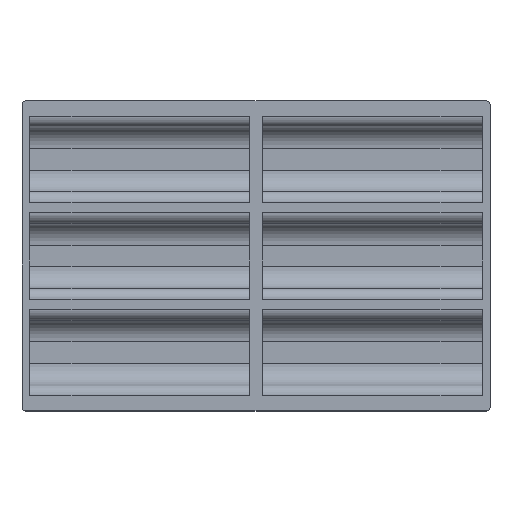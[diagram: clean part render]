
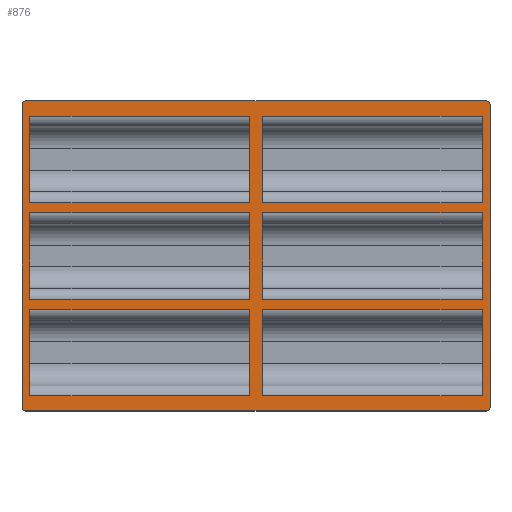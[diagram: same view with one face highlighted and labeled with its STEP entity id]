
A CAD part, top view. The second image highlights one B-rep face of the part: STEP entity #876.
In plain terms, the highlighted planar face has unit normal (0, 0, 1).
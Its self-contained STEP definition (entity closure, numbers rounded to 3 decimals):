
#15=FACE_BOUND('',#99,.T.);
#16=FACE_BOUND('',#100,.T.);
#17=FACE_BOUND('',#101,.T.);
#18=FACE_BOUND('',#102,.T.);
#19=FACE_BOUND('',#103,.T.);
#20=FACE_BOUND('',#104,.T.);
#21=PLANE('',#944);
#46=FACE_OUTER_BOUND('',#98,.T.);
#98=EDGE_LOOP('',(#587,#588,#589,#590,#591,#592,#593,#594));
#99=EDGE_LOOP('',(#595,#596,#597,#598));
#100=EDGE_LOOP('',(#599,#600,#601,#602));
#101=EDGE_LOOP('',(#603,#604,#605,#606));
#102=EDGE_LOOP('',(#607,#608,#609,#610));
#103=EDGE_LOOP('',(#611,#612,#613,#614));
#104=EDGE_LOOP('',(#615,#616,#617,#618));
#156=LINE('',#1352,#232);
#157=LINE('',#1358,#233);
#158=LINE('',#1362,#234);
#159=LINE('',#1366,#235);
#160=LINE('',#1369,#236);
#161=LINE('',#1371,#237);
#162=LINE('',#1373,#238);
#163=LINE('',#1374,#239);
#164=LINE('',#1377,#240);
#165=LINE('',#1379,#241);
#166=LINE('',#1381,#242);
#167=LINE('',#1382,#243);
#168=LINE('',#1385,#244);
#169=LINE('',#1387,#245);
#170=LINE('',#1389,#246);
#171=LINE('',#1390,#247);
#172=LINE('',#1393,#248);
#173=LINE('',#1395,#249);
#174=LINE('',#1397,#250);
#175=LINE('',#1398,#251);
#176=LINE('',#1401,#252);
#177=LINE('',#1403,#253);
#178=LINE('',#1405,#254);
#179=LINE('',#1406,#255);
#180=LINE('',#1409,#256);
#181=LINE('',#1411,#257);
#182=LINE('',#1413,#258);
#183=LINE('',#1414,#259);
#232=VECTOR('',#1058,2.5);
#233=VECTOR('',#1063,10.);
#234=VECTOR('',#1066,10.);
#235=VECTOR('',#1069,10.);
#236=VECTOR('',#1072,10.);
#237=VECTOR('',#1073,10.);
#238=VECTOR('',#1074,10.);
#239=VECTOR('',#1075,2.5);
#240=VECTOR('',#1076,10.);
#241=VECTOR('',#1077,2.5);
#242=VECTOR('',#1078,10.);
#243=VECTOR('',#1079,2.5);
#244=VECTOR('',#1080,10.);
#245=VECTOR('',#1081,2.5);
#246=VECTOR('',#1082,10.);
#247=VECTOR('',#1083,2.5);
#248=VECTOR('',#1084,10.);
#249=VECTOR('',#1085,2.5);
#250=VECTOR('',#1086,10.);
#251=VECTOR('',#1087,2.5);
#252=VECTOR('',#1088,10.);
#253=VECTOR('',#1089,2.5);
#254=VECTOR('',#1090,10.);
#255=VECTOR('',#1091,2.5);
#256=VECTOR('',#1092,10.);
#257=VECTOR('',#1093,2.5);
#258=VECTOR('',#1094,10.);
#259=VECTOR('',#1095,2.5);
#309=CIRCLE('',#945,0.8);
#310=CIRCLE('',#946,0.8);
#311=CIRCLE('',#947,0.8);
#312=CIRCLE('',#948,0.8);
#363=VERTEX_POINT('',#1345);
#366=VERTEX_POINT('',#1350);
#367=VERTEX_POINT('',#1354);
#368=VERTEX_POINT('',#1355);
#369=VERTEX_POINT('',#1357);
#370=VERTEX_POINT('',#1359);
#371=VERTEX_POINT('',#1361);
#372=VERTEX_POINT('',#1363);
#373=VERTEX_POINT('',#1365);
#374=VERTEX_POINT('',#1367);
#375=VERTEX_POINT('',#1370);
#376=VERTEX_POINT('',#1372);
#377=VERTEX_POINT('',#1375);
#378=VERTEX_POINT('',#1376);
#379=VERTEX_POINT('',#1378);
#380=VERTEX_POINT('',#1380);
#381=VERTEX_POINT('',#1383);
#382=VERTEX_POINT('',#1384);
#383=VERTEX_POINT('',#1386);
#384=VERTEX_POINT('',#1388);
#385=VERTEX_POINT('',#1391);
#386=VERTEX_POINT('',#1392);
#387=VERTEX_POINT('',#1394);
#388=VERTEX_POINT('',#1396);
#389=VERTEX_POINT('',#1399);
#390=VERTEX_POINT('',#1400);
#391=VERTEX_POINT('',#1402);
#392=VERTEX_POINT('',#1404);
#393=VERTEX_POINT('',#1407);
#394=VERTEX_POINT('',#1408);
#395=VERTEX_POINT('',#1410);
#396=VERTEX_POINT('',#1412);
#454=EDGE_CURVE('',#366,#363,#156,.T.);
#455=EDGE_CURVE('',#367,#368,#309,.T.);
#456=EDGE_CURVE('',#368,#369,#157,.T.);
#457=EDGE_CURVE('',#369,#370,#310,.T.);
#458=EDGE_CURVE('',#370,#371,#158,.T.);
#459=EDGE_CURVE('',#371,#372,#311,.T.);
#460=EDGE_CURVE('',#372,#373,#159,.T.);
#461=EDGE_CURVE('',#373,#374,#312,.T.);
#462=EDGE_CURVE('',#374,#367,#160,.T.);
#463=EDGE_CURVE('',#363,#375,#161,.T.);
#464=EDGE_CURVE('',#376,#366,#162,.T.);
#465=EDGE_CURVE('',#375,#376,#163,.T.);
#466=EDGE_CURVE('',#377,#378,#164,.T.);
#467=EDGE_CURVE('',#379,#377,#165,.T.);
#468=EDGE_CURVE('',#380,#379,#166,.T.);
#469=EDGE_CURVE('',#378,#380,#167,.T.);
#470=EDGE_CURVE('',#381,#382,#168,.T.);
#471=EDGE_CURVE('',#383,#381,#169,.T.);
#472=EDGE_CURVE('',#384,#383,#170,.T.);
#473=EDGE_CURVE('',#382,#384,#171,.T.);
#474=EDGE_CURVE('',#385,#386,#172,.T.);
#475=EDGE_CURVE('',#387,#385,#173,.T.);
#476=EDGE_CURVE('',#388,#387,#174,.T.);
#477=EDGE_CURVE('',#386,#388,#175,.T.);
#478=EDGE_CURVE('',#389,#390,#176,.T.);
#479=EDGE_CURVE('',#391,#389,#177,.T.);
#480=EDGE_CURVE('',#392,#391,#178,.T.);
#481=EDGE_CURVE('',#390,#392,#179,.T.);
#482=EDGE_CURVE('',#393,#394,#180,.T.);
#483=EDGE_CURVE('',#395,#393,#181,.T.);
#484=EDGE_CURVE('',#396,#395,#182,.T.);
#485=EDGE_CURVE('',#394,#396,#183,.T.);
#587=ORIENTED_EDGE('',*,*,#455,.T.);
#588=ORIENTED_EDGE('',*,*,#456,.T.);
#589=ORIENTED_EDGE('',*,*,#457,.T.);
#590=ORIENTED_EDGE('',*,*,#458,.T.);
#591=ORIENTED_EDGE('',*,*,#459,.T.);
#592=ORIENTED_EDGE('',*,*,#460,.T.);
#593=ORIENTED_EDGE('',*,*,#461,.T.);
#594=ORIENTED_EDGE('',*,*,#462,.T.);
#595=ORIENTED_EDGE('',*,*,#463,.F.);
#596=ORIENTED_EDGE('',*,*,#454,.F.);
#597=ORIENTED_EDGE('',*,*,#464,.F.);
#598=ORIENTED_EDGE('',*,*,#465,.F.);
#599=ORIENTED_EDGE('',*,*,#466,.F.);
#600=ORIENTED_EDGE('',*,*,#467,.F.);
#601=ORIENTED_EDGE('',*,*,#468,.F.);
#602=ORIENTED_EDGE('',*,*,#469,.F.);
#603=ORIENTED_EDGE('',*,*,#470,.F.);
#604=ORIENTED_EDGE('',*,*,#471,.F.);
#605=ORIENTED_EDGE('',*,*,#472,.F.);
#606=ORIENTED_EDGE('',*,*,#473,.F.);
#607=ORIENTED_EDGE('',*,*,#474,.F.);
#608=ORIENTED_EDGE('',*,*,#475,.F.);
#609=ORIENTED_EDGE('',*,*,#476,.F.);
#610=ORIENTED_EDGE('',*,*,#477,.F.);
#611=ORIENTED_EDGE('',*,*,#478,.F.);
#612=ORIENTED_EDGE('',*,*,#479,.F.);
#613=ORIENTED_EDGE('',*,*,#480,.F.);
#614=ORIENTED_EDGE('',*,*,#481,.F.);
#615=ORIENTED_EDGE('',*,*,#482,.F.);
#616=ORIENTED_EDGE('',*,*,#483,.F.);
#617=ORIENTED_EDGE('',*,*,#484,.F.);
#618=ORIENTED_EDGE('',*,*,#485,.F.);
#876=ADVANCED_FACE('',(#46,#15,#16,#17,#18,#19,#20),#21,.F.);
#944=AXIS2_PLACEMENT_3D('',#1353,#1059,#1060);
#945=AXIS2_PLACEMENT_3D('',#1356,#1061,#1062);
#946=AXIS2_PLACEMENT_3D('',#1360,#1064,#1065);
#947=AXIS2_PLACEMENT_3D('',#1364,#1067,#1068);
#948=AXIS2_PLACEMENT_3D('',#1368,#1070,#1071);
#1058=DIRECTION('',(1.,0.,0.));
#1059=DIRECTION('center_axis',(0.,0.,-1.));
#1060=DIRECTION('ref_axis',(-1.,0.,0.));
#1061=DIRECTION('center_axis',(0.,0.,1.));
#1062=DIRECTION('ref_axis',(-0.707,-0.707,0.));
#1063=DIRECTION('',(1.,0.,0.));
#1064=DIRECTION('center_axis',(0.,0.,1.));
#1065=DIRECTION('ref_axis',(0.707,-0.707,0.));
#1066=DIRECTION('',(0.,1.,0.));
#1067=DIRECTION('center_axis',(0.,0.,1.));
#1068=DIRECTION('ref_axis',(0.707,0.707,0.));
#1069=DIRECTION('',(-1.,0.,0.));
#1070=DIRECTION('center_axis',(0.,0.,1.));
#1071=DIRECTION('ref_axis',(-0.707,0.707,0.));
#1072=DIRECTION('',(0.,-1.,0.));
#1073=DIRECTION('',(0.,1.,0.));
#1074=DIRECTION('',(0.,-1.,0.));
#1075=DIRECTION('',(-1.,0.,0.));
#1076=DIRECTION('',(0.,-1.,0.));
#1077=DIRECTION('',(-1.,0.,0.));
#1078=DIRECTION('',(0.,1.,0.));
#1079=DIRECTION('',(1.,0.,0.));
#1080=DIRECTION('',(0.,-1.,0.));
#1081=DIRECTION('',(-1.,0.,0.));
#1082=DIRECTION('',(0.,1.,0.));
#1083=DIRECTION('',(1.,0.,0.));
#1084=DIRECTION('',(0.,1.,0.));
#1085=DIRECTION('',(1.,0.,0.));
#1086=DIRECTION('',(0.,-1.,0.));
#1087=DIRECTION('',(-1.,0.,0.));
#1088=DIRECTION('',(0.,1.,0.));
#1089=DIRECTION('',(1.,0.,0.));
#1090=DIRECTION('',(0.,-1.,0.));
#1091=DIRECTION('',(-1.,0.,0.));
#1092=DIRECTION('',(0.,-1.,0.));
#1093=DIRECTION('',(-1.,0.,0.));
#1094=DIRECTION('',(0.,1.,0.));
#1095=DIRECTION('',(1.,0.,0.));
#1345=CARTESIAN_POINT('',(-6.75,-28.848,37.));
#1350=CARTESIAN_POINT('',(-56.75,-28.848,37.));
#1352=CARTESIAN_POINT('',(-19.25,-28.848,37.));
#1353=CARTESIAN_POINT('Origin',(-5.25,3.,37.));
#1354=CARTESIAN_POINT('',(-58.55,-31.5,37.));
#1355=CARTESIAN_POINT('',(-57.75,-32.3,37.));
#1356=CARTESIAN_POINT('Origin',(-57.75,-31.5,37.));
#1357=CARTESIAN_POINT('',(47.25,-32.3,37.));
#1358=CARTESIAN_POINT('',(-31.5,-32.3,37.));
#1359=CARTESIAN_POINT('',(48.05,-31.5,37.));
#1360=CARTESIAN_POINT('Origin',(47.25,-31.5,37.));
#1361=CARTESIAN_POINT('',(48.05,37.5,37.));
#1362=CARTESIAN_POINT('',(48.05,-14.25,37.));
#1363=CARTESIAN_POINT('',(47.25,38.3,37.));
#1364=CARTESIAN_POINT('Origin',(47.25,37.5,37.));
#1365=CARTESIAN_POINT('',(-57.75,38.3,37.));
#1366=CARTESIAN_POINT('',(21.,38.3,37.));
#1367=CARTESIAN_POINT('',(-58.55,37.5,37.));
#1368=CARTESIAN_POINT('Origin',(-57.75,37.5,37.));
#1369=CARTESIAN_POINT('',(-58.55,20.25,37.));
#1370=CARTESIAN_POINT('',(-6.75,-9.152,37.));
#1371=CARTESIAN_POINT('',(-6.75,-4.25,37.));
#1372=CARTESIAN_POINT('',(-56.75,-9.152,37.));
#1373=CARTESIAN_POINT('',(-56.75,-11.75,37.));
#1374=CARTESIAN_POINT('',(-44.25,-9.152,37.));
#1375=CARTESIAN_POINT('',(-3.75,34.848,37.));
#1376=CARTESIAN_POINT('',(-3.75,15.152,37.));
#1377=CARTESIAN_POINT('',(-3.75,10.25,37.));
#1378=CARTESIAN_POINT('',(46.25,34.848,37.));
#1379=CARTESIAN_POINT('',(8.75,34.848,37.));
#1380=CARTESIAN_POINT('',(46.25,15.152,37.));
#1381=CARTESIAN_POINT('',(46.25,17.75,37.));
#1382=CARTESIAN_POINT('',(33.75,15.152,37.));
#1383=CARTESIAN_POINT('',(-56.75,12.848,37.));
#1384=CARTESIAN_POINT('',(-56.75,-6.848,37.));
#1385=CARTESIAN_POINT('',(-56.75,-0.75,37.));
#1386=CARTESIAN_POINT('',(-6.75,12.848,37.));
#1387=CARTESIAN_POINT('',(-44.25,12.848,37.));
#1388=CARTESIAN_POINT('',(-6.75,-6.848,37.));
#1389=CARTESIAN_POINT('',(-6.75,6.75,37.));
#1390=CARTESIAN_POINT('',(-19.25,-6.848,37.));
#1391=CARTESIAN_POINT('',(46.25,-28.848,37.));
#1392=CARTESIAN_POINT('',(46.25,-9.152,37.));
#1393=CARTESIAN_POINT('',(46.25,-4.25,37.));
#1394=CARTESIAN_POINT('',(-3.75,-28.848,37.));
#1395=CARTESIAN_POINT('',(33.75,-28.848,37.));
#1396=CARTESIAN_POINT('',(-3.75,-9.152,37.));
#1397=CARTESIAN_POINT('',(-3.75,-11.75,37.));
#1398=CARTESIAN_POINT('',(8.75,-9.152,37.));
#1399=CARTESIAN_POINT('',(46.25,-6.848,37.));
#1400=CARTESIAN_POINT('',(46.25,12.848,37.));
#1401=CARTESIAN_POINT('',(46.25,6.75,37.));
#1402=CARTESIAN_POINT('',(-3.75,-6.848,37.));
#1403=CARTESIAN_POINT('',(33.75,-6.848,37.));
#1404=CARTESIAN_POINT('',(-3.75,12.848,37.));
#1405=CARTESIAN_POINT('',(-3.75,-0.75,37.));
#1406=CARTESIAN_POINT('',(8.75,12.848,37.));
#1407=CARTESIAN_POINT('',(-56.75,34.848,37.));
#1408=CARTESIAN_POINT('',(-56.75,15.152,37.));
#1409=CARTESIAN_POINT('',(-56.75,10.25,37.));
#1410=CARTESIAN_POINT('',(-6.75,34.848,37.));
#1411=CARTESIAN_POINT('',(-44.25,34.848,37.));
#1412=CARTESIAN_POINT('',(-6.75,15.152,37.));
#1413=CARTESIAN_POINT('',(-6.75,17.75,37.));
#1414=CARTESIAN_POINT('',(-19.25,15.152,37.));
